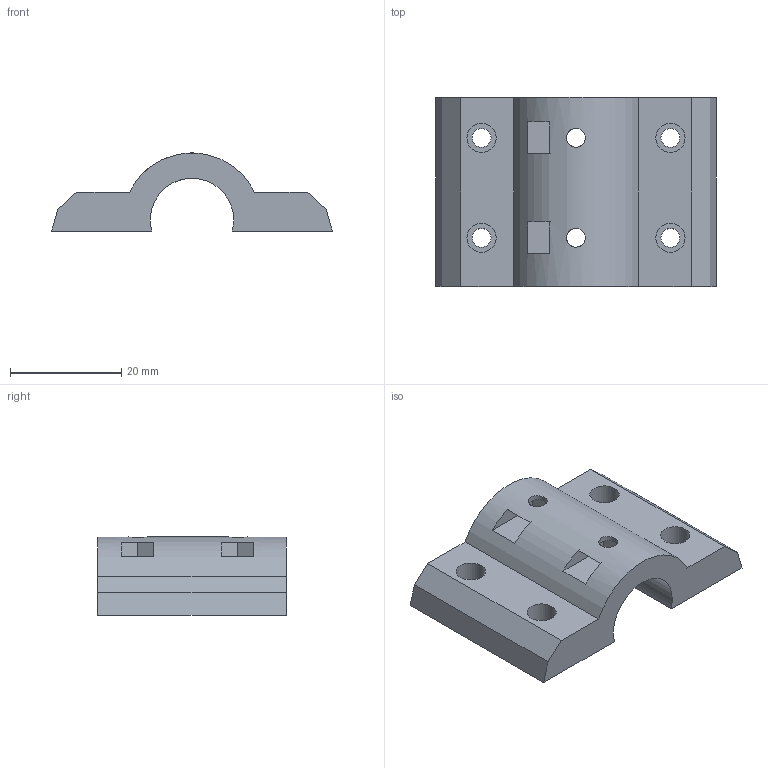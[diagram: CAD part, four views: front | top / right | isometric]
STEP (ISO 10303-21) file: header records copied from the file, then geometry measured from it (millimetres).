
FILE_DESCRIPTION(('FreeCAD Model'),'2;1');
FILE_NAME('toolholder-top-2up.step', '2020-05-02T13:14:59',('Author'),(''), 'Open CASCADE STEP processor 7.3','FreeCAD','Unknown');
FILE_SCHEMA(('AUTOMOTIVE_DESIGN { 1 0 10303 214 1 1 1 1 }'));
Length unit declared in the file: millimetre
Products named in the file (1): toolholder-top-2up
Bounding box: 50.52 x 34 x 14.05 mm (x, y, z)
Volume: 10367.2 mm3; surface area: 5577.6 mm2
Topology: 1 solids, 1 shells, 45 faces, 111 edges, 74 vertices
Faces by surface type: plane 30, cylinder 15
Full cylindrical faces by diameter (mm): 3.4 x8, 5.25 x4
Entity records: 3716 total; most frequent: CARTESIAN_POINT 1395, DIRECTION 432, LINE 261, VECTOR 261, ORIENTED_EDGE 222, PCURVE 222, DEFINITIONAL_REPRESENTATION 222, EDGE_CURVE 111
